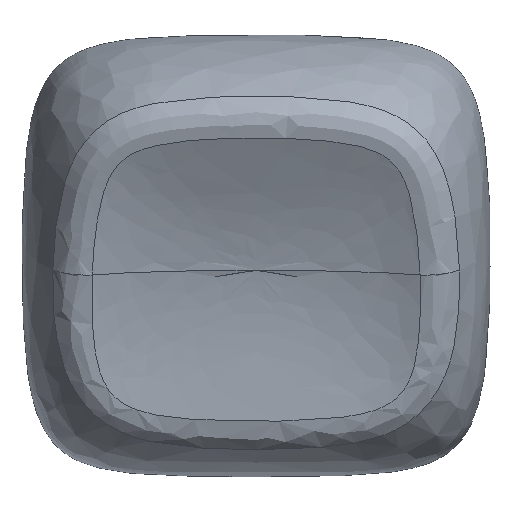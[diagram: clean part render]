
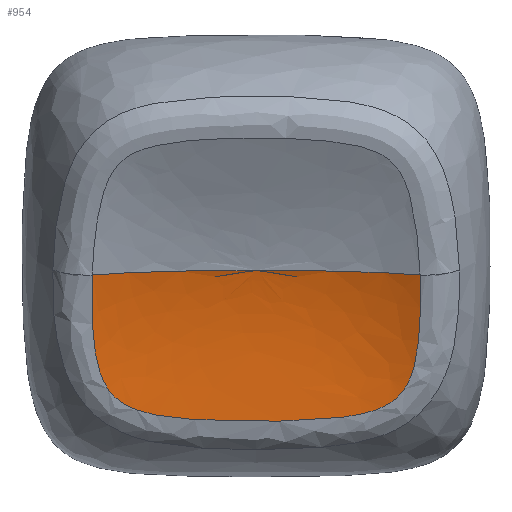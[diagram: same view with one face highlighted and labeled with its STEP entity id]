
A CAD part, top view. The second image highlights one B-rep face of the part: STEP entity #954.
In plain terms, the highlighted free-form (B-spline) face has degree [3, 3] with [10, 5] control points.
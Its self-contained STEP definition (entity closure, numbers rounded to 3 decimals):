
#15=(
BOUNDED_CURVE()
B_SPLINE_CURVE(5,(#4636,#4637,#4638,#4639,#4640,#4641,#4642,#4643,#4644),
 .UNSPECIFIED.,.F.,.F.)
B_SPLINE_CURVE_WITH_KNOTS((6,1,1,1,6),(0.221,0.4,0.6,0.8,1.),
 .UNSPECIFIED.)
CURVE()
GEOMETRIC_REPRESENTATION_ITEM()
RATIONAL_B_SPLINE_CURVE((1.,1.,1.,1.,1.,1.,1.,1.,1.))
REPRESENTATION_ITEM('')
);
#16=(
BOUNDED_CURVE()
B_SPLINE_CURVE(5,(#4645,#4646,#4647,#4648,#4649,#4650,#4651,#4652,#4653),
 .UNSPECIFIED.,.F.,.F.)
B_SPLINE_CURVE_WITH_KNOTS((6,1,1,1,6),(0.221,0.4,0.6,0.8,1.),
 .UNSPECIFIED.)
CURVE()
GEOMETRIC_REPRESENTATION_ITEM()
RATIONAL_B_SPLINE_CURVE((1.,1.,1.,1.,1.,1.,1.,1.,1.))
REPRESENTATION_ITEM('')
);
#22=B_SPLINE_SURFACE_WITH_KNOTS('',3,3,((#4585,#4586,#4587,#4588,#4589),
(#4590,#4591,#4592,#4593,#4594),(#4595,#4596,#4597,#4598,#4599),(#4600,
#4601,#4602,#4603,#4604),(#4605,#4606,#4607,#4608,#4609),(#4610,#4611,#4612,
#4613,#4614),(#4615,#4616,#4617,#4618,#4619),(#4620,#4621,#4622,#4623,#4624),
(#4625,#4626,#4627,#4628,#4629),(#4630,#4631,#4632,#4633,#4634)),
 .UNSPECIFIED.,.F.,.F.,.F.,(4,1,1,1,1,1,1,4),(4,1,4),(0.,0.143,
0.286,0.429,0.571,0.714,
0.857,1.),(0.095,0.483,1.),
 .UNSPECIFIED.);
#70=B_SPLINE_CURVE_WITH_KNOTS('',3,(#4127,#4128,#4129,#4130,#4131,#4132,
#4133,#4134,#4135,#4136,#4137,#4138,#4139,#4140,#4141,#4142,#4143,#4144,
#4145,#4146,#4147,#4148,#4149),.UNSPECIFIED.,.F.,.F.,(4,2,1,1,1,1,1,1,1,
2,1,1,1,1,1,1,2,4),(-2.157,-2.152,-2.018,
-1.883,-1.749,-1.682,-1.615,
-1.481,-1.347,-1.078,-0.81,
-0.676,-0.542,-0.475,-0.408,
-0.273,-0.005,0.),.UNSPECIFIED.);
#146=FACE_OUTER_BOUND('',#196,.T.);
#196=EDGE_LOOP('',(#876,#877,#878));
#441=VERTEX_POINT('',#4085);
#447=VERTEX_POINT('',#4125);
#450=VERTEX_POINT('',#4635);
#588=EDGE_CURVE('',#447,#441,#70,.T.);
#594=EDGE_CURVE('',#447,#450,#15,.T.);
#595=EDGE_CURVE('',#441,#450,#16,.T.);
#876=ORIENTED_EDGE('',*,*,#588,.F.);
#877=ORIENTED_EDGE('',*,*,#594,.T.);
#878=ORIENTED_EDGE('',*,*,#595,.F.);
#954=ADVANCED_FACE('',(#146),#22,.F.);
#4085=CARTESIAN_POINT('',(-6.123,-0.726,7.008));
#4125=CARTESIAN_POINT('',(6.123,-0.726,7.008));
#4127=CARTESIAN_POINT('Ctrl Pts',(6.123,-0.726,7.008));
#4128=CARTESIAN_POINT('Ctrl Pts',(6.123,-0.742,7.004));
#4129=CARTESIAN_POINT('Ctrl Pts',(6.124,-0.758,7.));
#4130=CARTESIAN_POINT('Ctrl Pts',(6.14,-1.196,6.888));
#4131=CARTESIAN_POINT('Ctrl Pts',(6.149,-2.048,6.677));
#4132=CARTESIAN_POINT('Ctrl Pts',(6.076,-3.301,6.386));
#4133=CARTESIAN_POINT('Ctrl Pts',(5.891,-4.315,6.174));
#4134=CARTESIAN_POINT('Ctrl Pts',(5.532,-5.037,6.024));
#4135=CARTESIAN_POINT('Ctrl Pts',(4.958,-5.61,5.892));
#4136=CARTESIAN_POINT('Ctrl Pts',(3.958,-5.953,5.795));
#4137=CARTESIAN_POINT('Ctrl Pts',(2.226,-6.163,5.733));
#4138=CARTESIAN_POINT('Ctrl Pts',(0.89,-6.187,5.726));
#4139=CARTESIAN_POINT('Ctrl Pts',(-0.891,-6.187,
5.726));
#4140=CARTESIAN_POINT('Ctrl Pts',(-2.226,-6.162,5.733));
#4141=CARTESIAN_POINT('Ctrl Pts',(-3.96,-5.953,5.795));
#4142=CARTESIAN_POINT('Ctrl Pts',(-4.961,-5.608,5.893));
#4143=CARTESIAN_POINT('Ctrl Pts',(-5.533,-5.036,6.025));
#4144=CARTESIAN_POINT('Ctrl Pts',(-5.892,-4.313,6.175));
#4145=CARTESIAN_POINT('Ctrl Pts',(-6.146,-2.895,6.47));
#4146=CARTESIAN_POINT('Ctrl Pts',(-6.156,-1.618,6.781));
#4147=CARTESIAN_POINT('Ctrl Pts',(-6.124,-0.758,
7.));
#4148=CARTESIAN_POINT('Ctrl Pts',(-6.123,-0.742,
7.004));
#4149=CARTESIAN_POINT('Ctrl Pts',(-6.123,-0.726,
7.008));
#4585=CARTESIAN_POINT('Ctrl Pts',(6.649,-0.773,7.185));
#4586=CARTESIAN_POINT('Ctrl Pts',(6.146,-0.723,6.999));
#4587=CARTESIAN_POINT('Ctrl Pts',(4.774,-0.615,6.594));
#4588=CARTESIAN_POINT('Ctrl Pts',(2.294,-0.552,6.359));
#4589=CARTESIAN_POINT('Ctrl Pts',(0.,-0.552,
6.359));
#4590=CARTESIAN_POINT('Ctrl Pts',(6.649,-1.916,6.879));
#4591=CARTESIAN_POINT('Ctrl Pts',(6.146,-1.702,6.736));
#4592=CARTESIAN_POINT('Ctrl Pts',(4.774,-1.213,6.433));
#4593=CARTESIAN_POINT('Ctrl Pts',(2.294,-0.769,6.3));
#4594=CARTESIAN_POINT('Ctrl Pts',(0.,-0.552,
6.359));
#4595=CARTESIAN_POINT('Ctrl Pts',(6.43,-4.167,6.276));
#4596=CARTESIAN_POINT('Ctrl Pts',(5.946,-3.655,6.213));
#4597=CARTESIAN_POINT('Ctrl Pts',(4.539,-2.38,6.121));
#4598=CARTESIAN_POINT('Ctrl Pts',(2.106,-1.143,6.2));
#4599=CARTESIAN_POINT('Ctrl Pts',(0.,-0.552,
6.359));
#4600=CARTESIAN_POINT('Ctrl Pts',(5.041,-5.849,5.825));
#4601=CARTESIAN_POINT('Ctrl Pts',(4.666,-5.074,5.833));
#4602=CARTESIAN_POINT('Ctrl Pts',(3.402,-3.273,5.881));
#4603=CARTESIAN_POINT('Ctrl Pts',(1.424,-1.516,6.1));
#4604=CARTESIAN_POINT('Ctrl Pts',(0.,-0.552,
6.359));
#4605=CARTESIAN_POINT('Ctrl Pts',(2.036,-6.245,5.719));
#4606=CARTESIAN_POINT('Ctrl Pts',(1.886,-5.371,5.753));
#4607=CARTESIAN_POINT('Ctrl Pts',(1.323,-3.506,5.819));
#4608=CARTESIAN_POINT('Ctrl Pts',(0.501,-1.703,6.05));
#4609=CARTESIAN_POINT('Ctrl Pts',(0.,-0.552,
6.359));
#4610=CARTESIAN_POINT('Ctrl Pts',(-2.041,-6.244,5.719));
#4611=CARTESIAN_POINT('Ctrl Pts',(-1.891,-5.37,5.753));
#4612=CARTESIAN_POINT('Ctrl Pts',(-1.326,-3.505,5.819));
#4613=CARTESIAN_POINT('Ctrl Pts',(-0.501,-1.703,
6.05));
#4614=CARTESIAN_POINT('Ctrl Pts',(0.,-0.552,
6.359));
#4615=CARTESIAN_POINT('Ctrl Pts',(-5.036,-5.848,5.825));
#4616=CARTESIAN_POINT('Ctrl Pts',(-4.662,-5.073,5.833));
#4617=CARTESIAN_POINT('Ctrl Pts',(-3.4,-3.272,5.882));
#4618=CARTESIAN_POINT('Ctrl Pts',(-1.424,-1.516,6.1));
#4619=CARTESIAN_POINT('Ctrl Pts',(0.,-0.552,
6.359));
#4620=CARTESIAN_POINT('Ctrl Pts',(-6.43,-4.167,6.275));
#4621=CARTESIAN_POINT('Ctrl Pts',(-5.945,-3.655,6.213));
#4622=CARTESIAN_POINT('Ctrl Pts',(-4.539,-2.38,6.121));
#4623=CARTESIAN_POINT('Ctrl Pts',(-2.106,-1.143,6.2));
#4624=CARTESIAN_POINT('Ctrl Pts',(0.,-0.552,
6.359));
#4625=CARTESIAN_POINT('Ctrl Pts',(-6.649,-1.916,6.879));
#4626=CARTESIAN_POINT('Ctrl Pts',(-6.146,-1.702,6.736));
#4627=CARTESIAN_POINT('Ctrl Pts',(-4.774,-1.213,6.433));
#4628=CARTESIAN_POINT('Ctrl Pts',(-2.294,-0.769,
6.3));
#4629=CARTESIAN_POINT('Ctrl Pts',(0.,-0.552,
6.359));
#4630=CARTESIAN_POINT('Ctrl Pts',(-6.649,-0.773,
7.185));
#4631=CARTESIAN_POINT('Ctrl Pts',(-6.146,-0.723,
6.999));
#4632=CARTESIAN_POINT('Ctrl Pts',(-4.774,-0.615,
6.594));
#4633=CARTESIAN_POINT('Ctrl Pts',(-2.294,-0.552,
6.359));
#4634=CARTESIAN_POINT('Ctrl Pts',(0.,-0.552,
6.359));
#4635=CARTESIAN_POINT('',(0.,-0.552,6.359));
#4636=CARTESIAN_POINT('Ctrl Pts',(6.123,-0.726,7.008));
#4637=CARTESIAN_POINT('Ctrl Pts',(5.963,-0.713,6.959));
#4638=CARTESIAN_POINT('Ctrl Pts',(5.61,-0.686,6.859));
#4639=CARTESIAN_POINT('Ctrl Pts',(5.013,-0.647,6.715));
#4640=CARTESIAN_POINT('Ctrl Pts',(4.06,-0.601,6.543));
#4641=CARTESIAN_POINT('Ctrl Pts',(2.788,-0.568,6.421));
#4642=CARTESIAN_POINT('Ctrl Pts',(1.523,-0.555,6.37));
#4643=CARTESIAN_POINT('Ctrl Pts',(0.532,-0.552,
6.359));
#4644=CARTESIAN_POINT('Ctrl Pts',(0.,-0.552,
6.359));
#4645=CARTESIAN_POINT('Ctrl Pts',(-6.123,-0.726,
7.008));
#4646=CARTESIAN_POINT('Ctrl Pts',(-5.964,-0.713,
6.959));
#4647=CARTESIAN_POINT('Ctrl Pts',(-5.61,-0.686,6.859));
#4648=CARTESIAN_POINT('Ctrl Pts',(-5.013,-0.647,
6.715));
#4649=CARTESIAN_POINT('Ctrl Pts',(-4.06,-0.601,
6.543));
#4650=CARTESIAN_POINT('Ctrl Pts',(-2.788,-0.568,
6.421));
#4651=CARTESIAN_POINT('Ctrl Pts',(-1.523,-0.555,
6.37));
#4652=CARTESIAN_POINT('Ctrl Pts',(-0.532,-0.552,
6.359));
#4653=CARTESIAN_POINT('Ctrl Pts',(0.,-0.552,
6.359));
